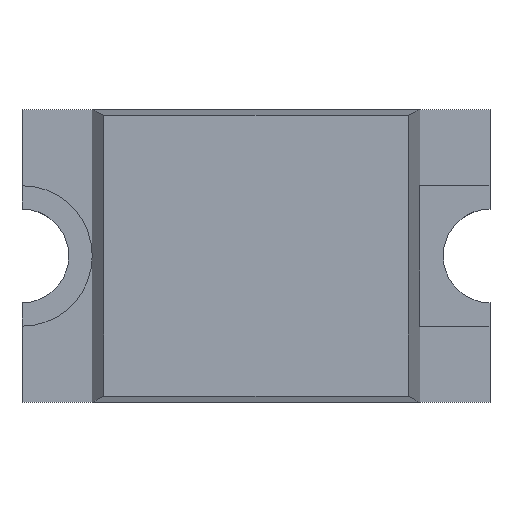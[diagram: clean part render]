
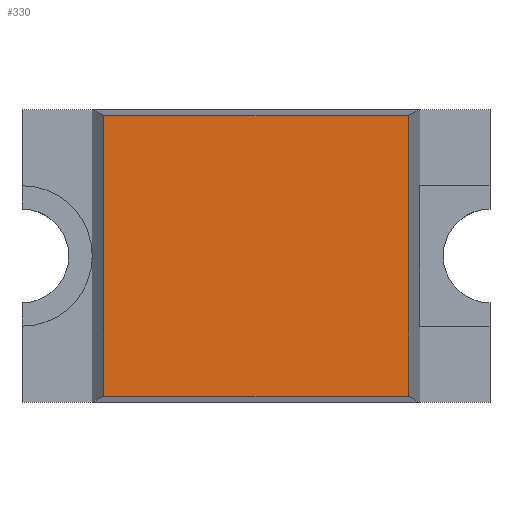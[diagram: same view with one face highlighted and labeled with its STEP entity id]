
A CAD part, top view. The second image highlights one B-rep face of the part: STEP entity #330.
In plain terms, the highlighted planar face has unit normal (0, 0, 1).
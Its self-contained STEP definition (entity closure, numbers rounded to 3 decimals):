
#32 = B_SPLINE_SURFACE_WITH_KNOTS('',1,1,(
    (#33,#34)
    ,(#35,#36)),.UNSPECIFIED.,.F.,.F.,.F.,(2,2),(2,2),(0.,1.4),(0.,1.),
  .PIECEWISE_BEZIER_KNOTS.);
#33 = CARTESIAN_POINT('',(-0.7,0.625,0.3));
#34 = CARTESIAN_POINT('',(-0.65,0.6,0.7));
#35 = CARTESIAN_POINT('',(0.7,0.625,0.3));
#36 = CARTESIAN_POINT('',(0.65,0.6,0.7));
#57 = VERTEX_POINT('',#58);
#58 = CARTESIAN_POINT('',(0.65,0.6,0.7));
#71 = B_SPLINE_SURFACE_WITH_KNOTS('',1,1,(
    (#72,#73)
    ,(#74,#75)),.UNSPECIFIED.,.F.,.F.,.F.,(2,2),(2,2),(0.,1.25),(0.,1.),
  .PIECEWISE_BEZIER_KNOTS.);
#72 = CARTESIAN_POINT('',(0.7,0.625,0.3));
#73 = CARTESIAN_POINT('',(0.65,0.6,0.7));
#74 = CARTESIAN_POINT('',(0.7,-0.625,0.3));
#75 = CARTESIAN_POINT('',(0.65,-0.6,0.7));
#83 = EDGE_CURVE('',#84,#57,#86,.T.);
#84 = VERTEX_POINT('',#85);
#85 = CARTESIAN_POINT('',(-0.65,0.6,0.7));
#86 = SURFACE_CURVE('',#87,(#91,#97),.PCURVE_S1.);
#87 = LINE('',#88,#89);
#88 = CARTESIAN_POINT('',(-0.65,0.6,0.7));
#89 = VECTOR('',#90,1.);
#90 = DIRECTION('',(1.,0.,0.));
#91 = PCURVE('',#32,#92);
#92 = DEFINITIONAL_REPRESENTATION('',(#93),#96);
#93 = B_SPLINE_CURVE_WITH_KNOTS('',1,(#94,#95),.UNSPECIFIED.,.F.,.F.,(2,
    2),(0.,1.3),.PIECEWISE_BEZIER_KNOTS.);
#94 = CARTESIAN_POINT('',(0.,1.));
#95 = CARTESIAN_POINT('',(1.4,1.));
#96 = ( GEOMETRIC_REPRESENTATION_CONTEXT(2) 
PARAMETRIC_REPRESENTATION_CONTEXT() REPRESENTATION_CONTEXT('2D SPACE',''
  ) );
#97 = PCURVE('',#98,#103);
#98 = PLANE('',#99);
#99 = AXIS2_PLACEMENT_3D('',#100,#101,#102);
#100 = CARTESIAN_POINT('',(-0.65,0.6,0.7));
#101 = DIRECTION('',(0.,0.,1.));
#102 = DIRECTION('',(0.735,-0.678,0.));
#103 = DEFINITIONAL_REPRESENTATION('',(#104),#108);
#104 = LINE('',#105,#106);
#105 = CARTESIAN_POINT('',(0.,0.));
#106 = VECTOR('',#107,1.);
#107 = DIRECTION('',(0.735,0.678));
#108 = ( GEOMETRIC_REPRESENTATION_CONTEXT(2) 
PARAMETRIC_REPRESENTATION_CONTEXT() REPRESENTATION_CONTEXT('2D SPACE',''
  ) );
#123 = B_SPLINE_SURFACE_WITH_KNOTS('',1,1,(
    (#124,#125)
    ,(#126,#127
    )),.UNSPECIFIED.,.F.,.F.,.F.,(2,2),(2,2),(0.,1.25),(0.,1.),
  .PIECEWISE_BEZIER_KNOTS.);
#124 = CARTESIAN_POINT('',(-0.7,-0.625,0.3));
#125 = CARTESIAN_POINT('',(-0.65,-0.6,0.7));
#126 = CARTESIAN_POINT('',(-0.7,0.625,0.3));
#127 = CARTESIAN_POINT('',(-0.65,0.6,0.7));
#162 = VERTEX_POINT('',#163);
#163 = CARTESIAN_POINT('',(0.65,-0.6,0.7));
#176 = B_SPLINE_SURFACE_WITH_KNOTS('',1,1,(
    (#177,#178)
    ,(#179,#180
  )),.UNSPECIFIED.,.F.,.F.,.F.,(2,2),(2,2),(0.,1.4),(0.,1.),
  .PIECEWISE_BEZIER_KNOTS.);
#177 = CARTESIAN_POINT('',(0.7,-0.625,0.3));
#178 = CARTESIAN_POINT('',(0.65,-0.6,0.7));
#179 = CARTESIAN_POINT('',(-0.7,-0.625,0.3));
#180 = CARTESIAN_POINT('',(-0.65,-0.6,0.7));
#188 = EDGE_CURVE('',#57,#162,#189,.T.);
#189 = SURFACE_CURVE('',#190,(#194,#200),.PCURVE_S1.);
#190 = LINE('',#191,#192);
#191 = CARTESIAN_POINT('',(0.65,0.6,0.7));
#192 = VECTOR('',#193,1.);
#193 = DIRECTION('',(0.,-1.,0.));
#194 = PCURVE('',#71,#195);
#195 = DEFINITIONAL_REPRESENTATION('',(#196),#199);
#196 = B_SPLINE_CURVE_WITH_KNOTS('',1,(#197,#198),.UNSPECIFIED.,.F.,.F.,
  (2,2),(0.,1.2),.PIECEWISE_BEZIER_KNOTS.);
#197 = CARTESIAN_POINT('',(0.,1.));
#198 = CARTESIAN_POINT('',(1.25,1.));
#199 = ( GEOMETRIC_REPRESENTATION_CONTEXT(2) 
PARAMETRIC_REPRESENTATION_CONTEXT() REPRESENTATION_CONTEXT('2D SPACE',''
  ) );
#200 = PCURVE('',#98,#201);
#201 = DEFINITIONAL_REPRESENTATION('',(#202),#206);
#202 = LINE('',#203,#204);
#203 = CARTESIAN_POINT('',(0.955,0.882));
#204 = VECTOR('',#205,1.);
#205 = DIRECTION('',(0.678,-0.735));
#206 = ( GEOMETRIC_REPRESENTATION_CONTEXT(2) 
PARAMETRIC_REPRESENTATION_CONTEXT() REPRESENTATION_CONTEXT('2D SPACE',''
  ) );
#236 = VERTEX_POINT('',#237);
#237 = CARTESIAN_POINT('',(-0.65,-0.6,0.7));
#257 = EDGE_CURVE('',#162,#236,#258,.T.);
#258 = SURFACE_CURVE('',#259,(#263,#269),.PCURVE_S1.);
#259 = LINE('',#260,#261);
#260 = CARTESIAN_POINT('',(0.65,-0.6,0.7));
#261 = VECTOR('',#262,1.);
#262 = DIRECTION('',(-1.,0.,0.));
#263 = PCURVE('',#176,#264);
#264 = DEFINITIONAL_REPRESENTATION('',(#265),#268);
#265 = B_SPLINE_CURVE_WITH_KNOTS('',1,(#266,#267),.UNSPECIFIED.,.F.,.F.,
  (2,2),(0.,1.3),.PIECEWISE_BEZIER_KNOTS.);
#266 = CARTESIAN_POINT('',(0.,1.));
#267 = CARTESIAN_POINT('',(1.4,1.));
#268 = ( GEOMETRIC_REPRESENTATION_CONTEXT(2) 
PARAMETRIC_REPRESENTATION_CONTEXT() REPRESENTATION_CONTEXT('2D SPACE',''
  ) );
#269 = PCURVE('',#98,#270);
#270 = DEFINITIONAL_REPRESENTATION('',(#271),#275);
#271 = LINE('',#272,#273);
#272 = CARTESIAN_POINT('',(1.769,0.));
#273 = VECTOR('',#274,1.);
#274 = DIRECTION('',(-0.735,-0.678));
#275 = ( GEOMETRIC_REPRESENTATION_CONTEXT(2) 
PARAMETRIC_REPRESENTATION_CONTEXT() REPRESENTATION_CONTEXT('2D SPACE',''
  ) );
#303 = EDGE_CURVE('',#236,#84,#304,.T.);
#304 = SURFACE_CURVE('',#305,(#309,#315),.PCURVE_S1.);
#305 = LINE('',#306,#307);
#306 = CARTESIAN_POINT('',(-0.65,-0.6,0.7));
#307 = VECTOR('',#308,1.);
#308 = DIRECTION('',(0.,1.,0.));
#309 = PCURVE('',#123,#310);
#310 = DEFINITIONAL_REPRESENTATION('',(#311),#314);
#311 = B_SPLINE_CURVE_WITH_KNOTS('',1,(#312,#313),.UNSPECIFIED.,.F.,.F.,
  (2,2),(0.,1.2),.PIECEWISE_BEZIER_KNOTS.);
#312 = CARTESIAN_POINT('',(0.,1.));
#313 = CARTESIAN_POINT('',(1.25,1.));
#314 = ( GEOMETRIC_REPRESENTATION_CONTEXT(2) 
PARAMETRIC_REPRESENTATION_CONTEXT() REPRESENTATION_CONTEXT('2D SPACE',''
  ) );
#315 = PCURVE('',#98,#316);
#316 = DEFINITIONAL_REPRESENTATION('',(#317),#321);
#317 = LINE('',#318,#319);
#318 = CARTESIAN_POINT('',(0.814,-0.882));
#319 = VECTOR('',#320,1.);
#320 = DIRECTION('',(-0.678,0.735));
#321 = ( GEOMETRIC_REPRESENTATION_CONTEXT(2) 
PARAMETRIC_REPRESENTATION_CONTEXT() REPRESENTATION_CONTEXT('2D SPACE',''
  ) );
#330 = ADVANCED_FACE('',(#331),#98,.T.);
#331 = FACE_BOUND('',#332,.F.);
#332 = EDGE_LOOP('',(#333,#334,#335,#336));
#333 = ORIENTED_EDGE('',*,*,#83,.T.);
#334 = ORIENTED_EDGE('',*,*,#188,.T.);
#335 = ORIENTED_EDGE('',*,*,#257,.T.);
#336 = ORIENTED_EDGE('',*,*,#303,.T.);
